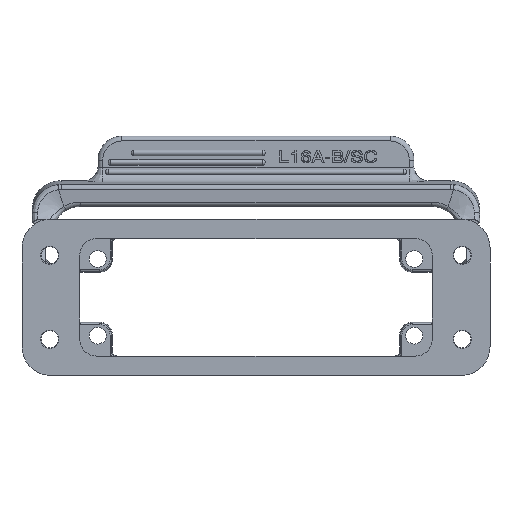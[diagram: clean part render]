
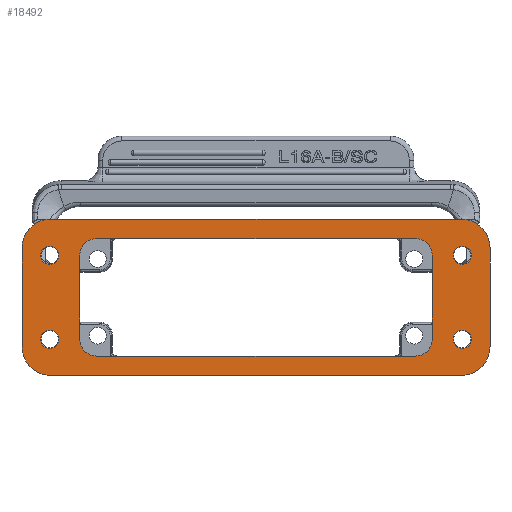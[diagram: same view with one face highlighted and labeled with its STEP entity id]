
A CAD part, front view. The second image highlights one B-rep face of the part: STEP entity #18492.
In plain terms, the highlighted planar face has unit normal (0, -1, 0).
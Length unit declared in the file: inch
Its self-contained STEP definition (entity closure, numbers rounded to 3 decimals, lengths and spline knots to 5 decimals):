
#2494=CARTESIAN_POINT('',(-1.68504,-1.10236,
-0.40551));
#2495=DIRECTION('',(0.,1.,0.));
#2496=DIRECTION('',(0.,0.,-1.));
#2497=AXIS2_PLACEMENT_3D('',#2494,#2495,#2496);
#2499=DIRECTION('',(0.,0.,1.));
#2500=VECTOR('',#2499,0.81102);
#2501=CARTESIAN_POINT('',(-1.92126,-1.10236,
-0.40551));
#2502=LINE('',#2501,#2500);
#2503=CARTESIAN_POINT('',(-1.68504,-1.10236,
0.40551));
#2504=DIRECTION('',(0.,1.,0.));
#2505=DIRECTION('',(-1.,0.,0.));
#2506=AXIS2_PLACEMENT_3D('',#2503,#2504,#2505);
#2508=DIRECTION('',(1.,0.,0.));
#2509=VECTOR('',#2508,3.37008);
#2510=CARTESIAN_POINT('',(-1.68504,-1.10236,
0.64173));
#2511=LINE('',#2510,#2509);
#2512=CARTESIAN_POINT('',(1.68504,-1.10236,
0.40551));
#2513=DIRECTION('',(0.,1.,0.));
#2514=DIRECTION('',(0.,0.,1.));
#2515=AXIS2_PLACEMENT_3D('',#2512,#2513,#2514);
#2517=DIRECTION('',(0.,0.,-1.));
#2518=VECTOR('',#2517,0.81102);
#2519=CARTESIAN_POINT('',(1.92126,-1.10236,
0.40551));
#2520=LINE('',#2519,#2518);
#2521=CARTESIAN_POINT('',(1.68504,-1.10236,
-0.40551));
#2522=DIRECTION('',(0.,1.,0.));
#2523=DIRECTION('',(1.,0.,0.));
#2524=AXIS2_PLACEMENT_3D('',#2521,#2522,#2523);
#2526=DIRECTION('',(-1.,0.,0.));
#2527=VECTOR('',#2526,3.37008);
#2528=CARTESIAN_POINT('',(1.68504,-1.10236,
-0.64173));
#2529=LINE('',#2528,#2527);
#2530=CARTESIAN_POINT('',(1.69291,-1.10236,
-0.34449));
#2531=DIRECTION('',(0.,-1.,0.));
#2532=DIRECTION('',(1.,0.,0.));
#2533=AXIS2_PLACEMENT_3D('',#2530,#2531,#2532);
#2535=CARTESIAN_POINT('',(1.69291,-1.10236,
-0.34449));
#2536=DIRECTION('',(0.,-1.,0.));
#2537=DIRECTION('',(-1.,0.,0.));
#2538=AXIS2_PLACEMENT_3D('',#2535,#2536,#2537);
#2540=CARTESIAN_POINT('',(1.69291,-1.10236,
0.34449));
#2541=DIRECTION('',(0.,-1.,0.));
#2542=DIRECTION('',(1.,0.,0.));
#2543=AXIS2_PLACEMENT_3D('',#2540,#2541,#2542);
#2545=CARTESIAN_POINT('',(1.69291,-1.10236,
0.34449));
#2546=DIRECTION('',(0.,-1.,0.));
#2547=DIRECTION('',(-1.,0.,0.));
#2548=AXIS2_PLACEMENT_3D('',#2545,#2546,#2547);
#2550=CARTESIAN_POINT('',(-1.69291,-1.10236,
0.34449));
#2551=DIRECTION('',(0.,-1.,0.));
#2552=DIRECTION('',(1.,0.,0.));
#2553=AXIS2_PLACEMENT_3D('',#2550,#2551,#2552);
#2555=CARTESIAN_POINT('',(-1.69291,-1.10236,
0.34449));
#2556=DIRECTION('',(0.,-1.,0.));
#2557=DIRECTION('',(-1.,0.,0.));
#2558=AXIS2_PLACEMENT_3D('',#2555,#2556,#2557);
#2560=CARTESIAN_POINT('',(-1.69291,-1.10236,
-0.34449));
#2561=DIRECTION('',(0.,-1.,0.));
#2562=DIRECTION('',(1.,0.,0.));
#2563=AXIS2_PLACEMENT_3D('',#2560,#2561,#2562);
#2565=CARTESIAN_POINT('',(-1.69291,-1.10236,
-0.34449));
#2566=DIRECTION('',(0.,-1.,0.));
#2567=DIRECTION('',(-1.,0.,0.));
#2568=AXIS2_PLACEMENT_3D('',#2565,#2566,#2567);
#2570=DIRECTION('',(1.,0.,0.));
#2571=VECTOR('',#2570,2.61811);
#2572=CARTESIAN_POINT('',(-1.30906,-1.10236,
-0.48228));
#2573=LINE('',#2572,#2571);
#2574=CARTESIAN_POINT('',(1.30906,-1.10236,
-0.34449));
#2575=DIRECTION('',(0.,-1.,0.));
#2576=DIRECTION('',(0.,0.,-1.));
#2577=AXIS2_PLACEMENT_3D('',#2574,#2575,#2576);
#2579=DIRECTION('',(0.,0.,1.));
#2580=VECTOR('',#2579,0.68898);
#2581=CARTESIAN_POINT('',(1.44685,-1.10236,
-0.34449));
#2582=LINE('',#2581,#2580);
#2583=CARTESIAN_POINT('',(1.30906,-1.10236,
0.34449));
#2584=DIRECTION('',(0.,-1.,0.));
#2585=DIRECTION('',(1.,0.,0.));
#2586=AXIS2_PLACEMENT_3D('',#2583,#2584,#2585);
#2588=DIRECTION('',(-1.,0.,0.));
#2589=VECTOR('',#2588,2.61811);
#2590=CARTESIAN_POINT('',(1.30906,-1.10236,
0.48228));
#2591=LINE('',#2590,#2589);
#2592=CARTESIAN_POINT('',(-1.30906,-1.10236,
0.34449));
#2593=DIRECTION('',(0.,-1.,0.));
#2594=DIRECTION('',(0.,0.,1.));
#2595=AXIS2_PLACEMENT_3D('',#2592,#2593,#2594);
#2597=DIRECTION('',(0.,0.,-1.));
#2598=VECTOR('',#2597,0.68898);
#2599=CARTESIAN_POINT('',(-1.44685,-1.10236,
0.34449));
#2600=LINE('',#2599,#2598);
#2601=CARTESIAN_POINT('',(-1.30906,-1.10236,
-0.34449));
#2602=DIRECTION('',(0.,-1.,0.));
#2603=DIRECTION('',(-1.,0.,0.));
#2604=AXIS2_PLACEMENT_3D('',#2601,#2602,#2603);
#13285=CARTESIAN_POINT('',(-1.30906,-1.10236,
-0.48228));
#13286=CARTESIAN_POINT('',(1.30906,-1.10236,
-0.48228));
#13287=VERTEX_POINT('',#13285);
#13288=VERTEX_POINT('',#13286);
#13289=CARTESIAN_POINT('',(-1.68504,-1.10236,
-0.64173));
#13290=CARTESIAN_POINT('',(-1.92126,-1.10236,
-0.40551));
#13291=VERTEX_POINT('',#13289);
#13292=VERTEX_POINT('',#13290);
#13293=CARTESIAN_POINT('',(-1.92126,-1.10236,
0.40551));
#13294=VERTEX_POINT('',#13293);
#13295=CARTESIAN_POINT('',(-1.68504,-1.10236,
0.64173));
#13296=VERTEX_POINT('',#13295);
#13297=CARTESIAN_POINT('',(1.68504,-1.10236,
0.64173));
#13298=VERTEX_POINT('',#13297);
#13299=CARTESIAN_POINT('',(1.92126,-1.10236,
0.40551));
#13300=VERTEX_POINT('',#13299);
#13301=CARTESIAN_POINT('',(1.92126,-1.10236,
-0.40551));
#13302=VERTEX_POINT('',#13301);
#13303=CARTESIAN_POINT('',(1.68504,-1.10236,
-0.64173));
#13304=VERTEX_POINT('',#13303);
#13305=CARTESIAN_POINT('',(1.76772,-1.10236,
-0.34449));
#13306=CARTESIAN_POINT('',(1.61811,-1.10236,
-0.34449));
#13307=VERTEX_POINT('',#13305);
#13308=VERTEX_POINT('',#13306);
#13309=CARTESIAN_POINT('',(1.76772,-1.10236,
0.34449));
#13310=CARTESIAN_POINT('',(1.61811,-1.10236,
0.34449));
#13311=VERTEX_POINT('',#13309);
#13312=VERTEX_POINT('',#13310);
#13313=CARTESIAN_POINT('',(-1.61811,-1.10236,
0.34449));
#13314=CARTESIAN_POINT('',(-1.76772,-1.10236,
0.34449));
#13315=VERTEX_POINT('',#13313);
#13316=VERTEX_POINT('',#13314);
#13317=CARTESIAN_POINT('',(-1.61811,-1.10236,
-0.34449));
#13318=CARTESIAN_POINT('',(-1.76772,-1.10236,
-0.34449));
#13319=VERTEX_POINT('',#13317);
#13320=VERTEX_POINT('',#13318);
#13321=CARTESIAN_POINT('',(1.44685,-1.10236,
-0.34449));
#13322=VERTEX_POINT('',#13321);
#13323=CARTESIAN_POINT('',(1.44685,-1.10236,
0.34449));
#13324=VERTEX_POINT('',#13323);
#13325=CARTESIAN_POINT('',(1.30906,-1.10236,
0.48228));
#13326=VERTEX_POINT('',#13325);
#13327=CARTESIAN_POINT('',(-1.30906,-1.10236,
0.48228));
#13328=VERTEX_POINT('',#13327);
#13329=CARTESIAN_POINT('',(-1.44685,-1.10236,
0.34449));
#13330=VERTEX_POINT('',#13329);
#13331=CARTESIAN_POINT('',(-1.44685,-1.10236,
-0.34449));
#13332=VERTEX_POINT('',#13331);
#18435=CARTESIAN_POINT('',(0.,-1.10236,0.));
#18436=DIRECTION('',(0.,1.,0.));
#18437=DIRECTION('',(1.,0.,0.));
#18438=AXIS2_PLACEMENT_3D('',#18435,#18436,#18437);
#18439=PLANE('',#18438);
#18440=ORIENTED_EDGE('',*,*,#18430,.T.);
#18441=ORIENTED_EDGE('',*,*,#18417,.T.);
#18442=ORIENTED_EDGE('',*,*,#18403,.T.);
#18443=ORIENTED_EDGE('',*,*,#18389,.T.);
#18444=ORIENTED_EDGE('',*,*,#18375,.T.);
#18445=ORIENTED_EDGE('',*,*,#18361,.T.);
#18446=ORIENTED_EDGE('',*,*,#18347,.T.);
#18447=ORIENTED_EDGE('',*,*,#17965,.T.);
#18448=EDGE_LOOP('',(#18440,#18441,#18442,#18443,#18444,#18445,#18446,#18447));
#18449=FACE_OUTER_BOUND('',#18448,.F.);
#18451=ORIENTED_EDGE('',*,*,#18450,.T.);
#18453=ORIENTED_EDGE('',*,*,#18452,.T.);
#18454=EDGE_LOOP('',(#18451,#18453));
#18455=FACE_BOUND('',#18454,.F.);
#18457=ORIENTED_EDGE('',*,*,#18456,.T.);
#18459=ORIENTED_EDGE('',*,*,#18458,.T.);
#18460=EDGE_LOOP('',(#18457,#18459));
#18461=FACE_BOUND('',#18460,.F.);
#18463=ORIENTED_EDGE('',*,*,#18462,.T.);
#18465=ORIENTED_EDGE('',*,*,#18464,.T.);
#18466=EDGE_LOOP('',(#18463,#18465));
#18467=FACE_BOUND('',#18466,.F.);
#18469=ORIENTED_EDGE('',*,*,#18468,.T.);
#18471=ORIENTED_EDGE('',*,*,#18470,.T.);
#18472=EDGE_LOOP('',(#18469,#18471));
#18473=FACE_BOUND('',#18472,.F.);
#18475=ORIENTED_EDGE('',*,*,#18474,.T.);
#18477=ORIENTED_EDGE('',*,*,#18476,.T.);
#18479=ORIENTED_EDGE('',*,*,#18478,.T.);
#18481=ORIENTED_EDGE('',*,*,#18480,.T.);
#18483=ORIENTED_EDGE('',*,*,#18482,.T.);
#18485=ORIENTED_EDGE('',*,*,#18484,.T.);
#18487=ORIENTED_EDGE('',*,*,#18486,.T.);
#18489=ORIENTED_EDGE('',*,*,#18488,.T.);
#18490=EDGE_LOOP('',(#18475,#18477,#18479,#18481,#18483,#18485,#18487,#18489));
#18491=FACE_BOUND('',#18490,.F.);
#18492=ADVANCED_FACE('',(#18449,#18455,#18461,#18467,#18473,#18491),#18439,.F.);
#2498=CIRCLE('',#2497,0.23622);
#2507=CIRCLE('',#2506,0.23622);
#2516=CIRCLE('',#2515,0.23622);
#2525=CIRCLE('',#2524,0.23622);
#2534=CIRCLE('',#2533,0.0748);
#2539=CIRCLE('',#2538,0.0748);
#2544=CIRCLE('',#2543,0.0748);
#2549=CIRCLE('',#2548,0.0748);
#2554=CIRCLE('',#2553,0.0748);
#2559=CIRCLE('',#2558,0.0748);
#2564=CIRCLE('',#2563,0.0748);
#2569=CIRCLE('',#2568,0.0748);
#2578=CIRCLE('',#2577,0.1378);
#2587=CIRCLE('',#2586,0.1378);
#2596=CIRCLE('',#2595,0.1378);
#2605=CIRCLE('',#2604,0.1378);
#17965=EDGE_CURVE('',#13304,#13291,#2529,.T.);
#18347=EDGE_CURVE('',#13302,#13304,#2525,.T.);
#18361=EDGE_CURVE('',#13300,#13302,#2520,.T.);
#18375=EDGE_CURVE('',#13298,#13300,#2516,.T.);
#18389=EDGE_CURVE('',#13296,#13298,#2511,.T.);
#18403=EDGE_CURVE('',#13294,#13296,#2507,.T.);
#18417=EDGE_CURVE('',#13292,#13294,#2502,.T.);
#18430=EDGE_CURVE('',#13291,#13292,#2498,.T.);
#18450=EDGE_CURVE('',#13307,#13308,#2534,.T.);
#18452=EDGE_CURVE('',#13308,#13307,#2539,.T.);
#18456=EDGE_CURVE('',#13311,#13312,#2544,.T.);
#18458=EDGE_CURVE('',#13312,#13311,#2549,.T.);
#18462=EDGE_CURVE('',#13315,#13316,#2554,.T.);
#18464=EDGE_CURVE('',#13316,#13315,#2559,.T.);
#18468=EDGE_CURVE('',#13319,#13320,#2564,.T.);
#18470=EDGE_CURVE('',#13320,#13319,#2569,.T.);
#18474=EDGE_CURVE('',#13287,#13288,#2573,.T.);
#18476=EDGE_CURVE('',#13288,#13322,#2578,.T.);
#18478=EDGE_CURVE('',#13322,#13324,#2582,.T.);
#18480=EDGE_CURVE('',#13324,#13326,#2587,.T.);
#18482=EDGE_CURVE('',#13326,#13328,#2591,.T.);
#18484=EDGE_CURVE('',#13328,#13330,#2596,.T.);
#18486=EDGE_CURVE('',#13330,#13332,#2600,.T.);
#18488=EDGE_CURVE('',#13332,#13287,#2605,.T.);
